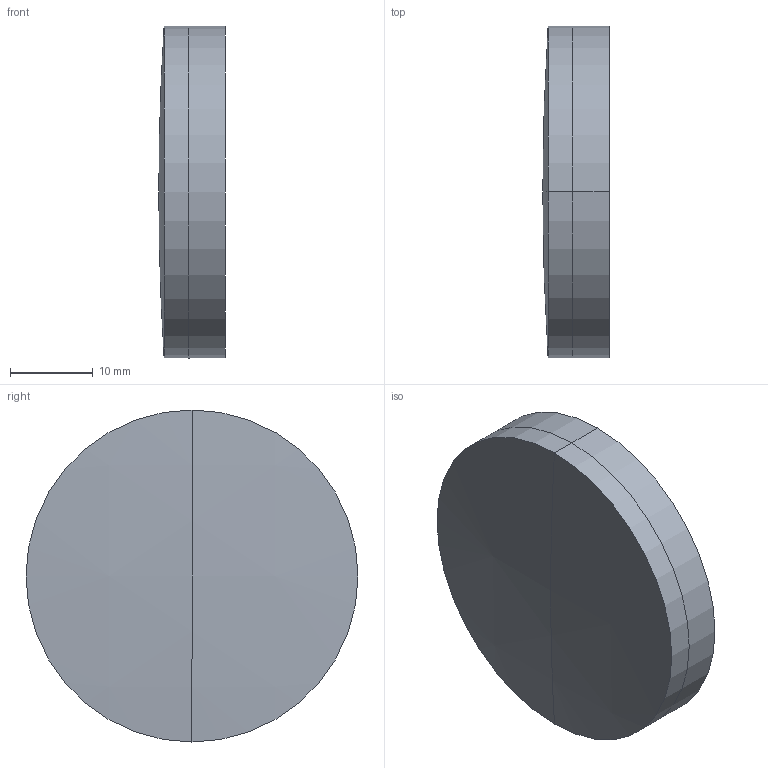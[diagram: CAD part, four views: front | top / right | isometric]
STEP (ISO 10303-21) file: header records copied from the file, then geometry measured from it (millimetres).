
FILE_DESCRIPTION (( 'STEP AP214' ), '1' );
FILE_NAME ('145078.STEP', '2019-05-16T02:05:39', ( 'user' ), ( '微软中国' ), 'SwSTEP 2.0', 'SolidWorks 2016', '' );
FILE_SCHEMA (( 'AUTOMOTIVE_DESIGN' ));
Length unit declared in the file: millimetre
Products named in the file (1): 145078
Bounding box: 8 x 40 x 40 mm (x, y, z)
Volume: 9654.1 mm3; surface area: 5954.3 mm2
Topology: 2 solids, 2 shells, 11 faces, 18 edges, 11 vertices
Faces by surface type: sphere 6, cylinder 4, plane 1
Entity records: 305 total; most frequent: DIRECTION 56, CARTESIAN_POINT 41, ORIENTED_EDGE 36, AXIS2_PLACEMENT_3D 26, EDGE_CURVE 18, CIRCLE 14, ADVANCED_FACE 11, EDGE_LOOP 11
